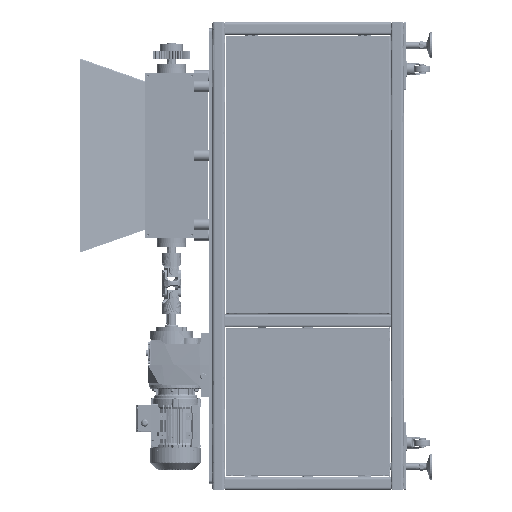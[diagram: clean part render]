
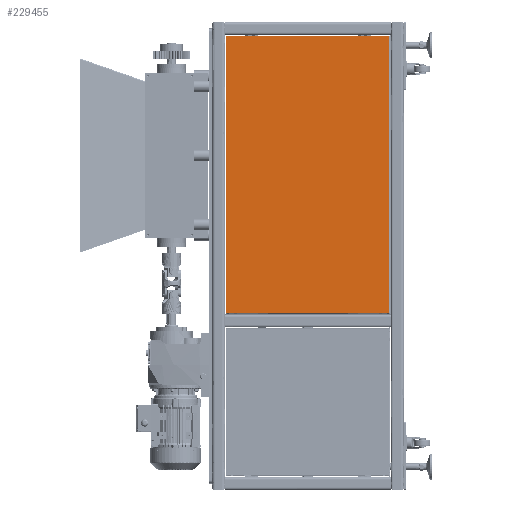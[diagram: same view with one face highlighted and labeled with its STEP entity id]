
A CAD part, left-side view. The second image highlights one B-rep face of the part: STEP entity #229455.
In plain terms, the highlighted free-form (B-spline) face has degree [1, 1] with [2, 2] control points.
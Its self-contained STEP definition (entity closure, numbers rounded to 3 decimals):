
#229455 = ADVANCED_FACE('',(#229456),#229486,.T.);
#229456 = FACE_BOUND('',#229457,.T.);
#229457 = EDGE_LOOP('',(#229458,#229467,#229474,#229481));
#229458 = ORIENTED_EDGE('',*,*,#229459,.T.);
#229459 = EDGE_CURVE('',#229460,#229462,#229464,.T.);
#229460 = VERTEX_POINT('',#229461);
#229461 = CARTESIAN_POINT('',(-250.15,-198.3,
    146.508));
#229462 = VERTEX_POINT('',#229463);
#229463 = CARTESIAN_POINT('',(-250.15,-198.3,
    -821.343));
#229464 = B_SPLINE_CURVE_WITH_KNOTS('',1,(#229465,#229466),
  .UNSPECIFIED.,.F.,.F.,(2,2),(0.493,851.693),
  .PIECEWISE_BEZIER_KNOTS.);
#229465 = CARTESIAN_POINT('',(-250.15,-198.3,
    146.508));
#229466 = CARTESIAN_POINT('',(-250.15,-198.3,
    -821.343));
#229467 = ORIENTED_EDGE('',*,*,#229468,.T.);
#229468 = EDGE_CURVE('',#229462,#229469,#229471,.T.);
#229469 = VERTEX_POINT('',#229470);
#229470 = CARTESIAN_POINT('',(-250.15,-768.187,
    -821.343));
#229471 = B_SPLINE_CURVE_WITH_KNOTS('',1,(#229472,#229473),
  .UNSPECIFIED.,.F.,.F.,(2,2),(0.493,501.693),
  .PIECEWISE_BEZIER_KNOTS.);
#229472 = CARTESIAN_POINT('',(-250.15,-198.3,
    -821.343));
#229473 = CARTESIAN_POINT('',(-250.15,-768.187,
    -821.343));
#229474 = ORIENTED_EDGE('',*,*,#229475,.T.);
#229475 = EDGE_CURVE('',#229469,#229476,#229478,.T.);
#229476 = VERTEX_POINT('',#229477);
#229477 = CARTESIAN_POINT('',(-250.15,-768.187,
    146.508));
#229478 = B_SPLINE_CURVE_WITH_KNOTS('',1,(#229479,#229480),
  .UNSPECIFIED.,.F.,.F.,(2,2),(0.493,851.693),
  .PIECEWISE_BEZIER_KNOTS.);
#229479 = CARTESIAN_POINT('',(-250.15,-768.187,
    -821.343));
#229480 = CARTESIAN_POINT('',(-250.15,-768.187,
    146.508));
#229481 = ORIENTED_EDGE('',*,*,#229482,.T.);
#229482 = EDGE_CURVE('',#229476,#229460,#229483,.T.);
#229483 = B_SPLINE_CURVE_WITH_KNOTS('',1,(#229484,#229485),
  .UNSPECIFIED.,.F.,.F.,(2,2),(0.493,501.693),
  .PIECEWISE_BEZIER_KNOTS.);
#229484 = CARTESIAN_POINT('',(-250.15,-768.187,
    146.508));
#229485 = CARTESIAN_POINT('',(-250.15,-198.3,
    146.508));
#229486 = B_SPLINE_SURFACE_WITH_KNOTS('',1,1,(
    (#229487,#229488)
    ,(#229489,#229490
    )),.UNSPECIFIED.,.F.,.F.,.F.,(2,2),(2,2),(-425.6,425.6),(-250.6,
    250.6),.PIECEWISE_BEZIER_KNOTS.);
#229487 = CARTESIAN_POINT('',(-250.15,-768.187,
    -821.343));
#229488 = CARTESIAN_POINT('',(-250.15,-198.3,
    -821.343));
#229489 = CARTESIAN_POINT('',(-250.15,-768.187,
    146.508));
#229490 = CARTESIAN_POINT('',(-250.15,-198.3,
    146.508));
